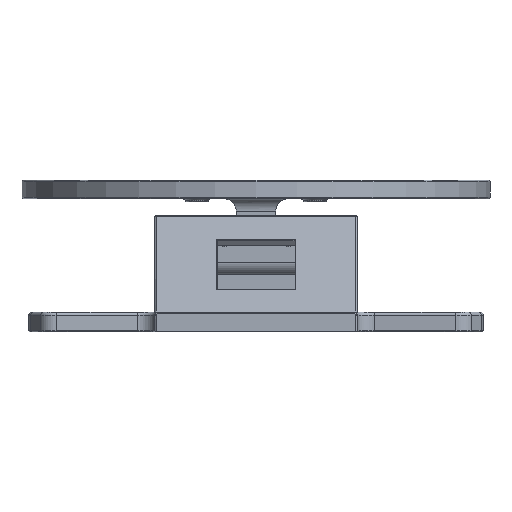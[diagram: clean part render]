
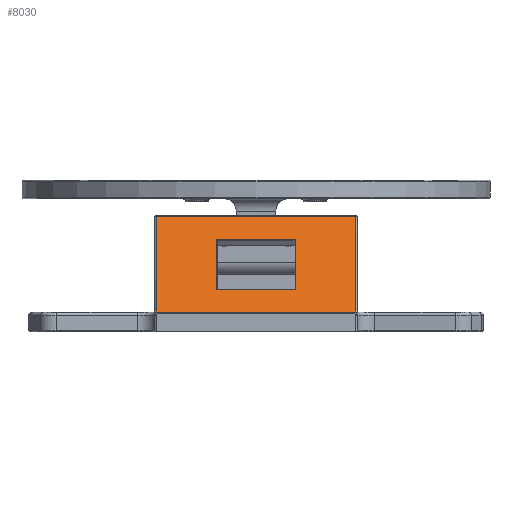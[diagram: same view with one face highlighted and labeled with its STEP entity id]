
A CAD part, left-side view. The second image highlights one B-rep face of the part: STEP entity #8030.
In plain terms, the highlighted planar face has unit normal (-0.938, 0, 0.347).
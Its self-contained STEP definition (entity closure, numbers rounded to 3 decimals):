
#183=FACE_BOUND('',#1395,.T.);
#861=FACE_OUTER_BOUND('',#1394,.T.);
#1394=EDGE_LOOP('',(#6724,#6725,#6726,#6727));
#1395=EDGE_LOOP('',(#6728,#6729,#6730,#6731));
#2417=LINE('',#14714,#2964);
#2421=LINE('',#14722,#2968);
#2425=LINE('',#14730,#2972);
#2427=LINE('',#14733,#2974);
#2434=LINE('',#14748,#2981);
#2435=LINE('',#14750,#2982);
#2436=LINE('',#14752,#2983);
#2437=LINE('',#14753,#2984);
#2964=VECTOR('',#11228,10.);
#2968=VECTOR('',#11234,10.);
#2972=VECTOR('',#11240,10.);
#2974=VECTOR('',#11244,10.);
#2981=VECTOR('',#11257,10.);
#2982=VECTOR('',#11258,10.);
#2983=VECTOR('',#11259,10.);
#2984=VECTOR('',#11260,10.);
#3700=VERTEX_POINT('',#14712);
#3701=VERTEX_POINT('',#14713);
#3704=VERTEX_POINT('',#14721);
#3707=VERTEX_POINT('',#14729);
#3711=VERTEX_POINT('',#14746);
#3712=VERTEX_POINT('',#14747);
#3713=VERTEX_POINT('',#14749);
#3714=VERTEX_POINT('',#14751);
#4742=EDGE_CURVE('',#3700,#3701,#2417,.T.);
#4746=EDGE_CURVE('',#3701,#3704,#2421,.T.);
#4750=EDGE_CURVE('',#3704,#3707,#2425,.T.);
#4752=EDGE_CURVE('',#3707,#3700,#2427,.T.);
#4759=EDGE_CURVE('',#3711,#3712,#2434,.T.);
#4760=EDGE_CURVE('',#3713,#3711,#2435,.T.);
#4761=EDGE_CURVE('',#3714,#3713,#2436,.T.);
#4762=EDGE_CURVE('',#3714,#3712,#2437,.T.);
#6724=ORIENTED_EDGE('',*,*,#4759,.F.);
#6725=ORIENTED_EDGE('',*,*,#4760,.F.);
#6726=ORIENTED_EDGE('',*,*,#4761,.F.);
#6727=ORIENTED_EDGE('',*,*,#4762,.T.);
#6728=ORIENTED_EDGE('',*,*,#4742,.F.);
#6729=ORIENTED_EDGE('',*,*,#4752,.F.);
#6730=ORIENTED_EDGE('',*,*,#4750,.F.);
#6731=ORIENTED_EDGE('',*,*,#4746,.F.);
#7594=PLANE('',#9088);
#8030=ADVANCED_FACE('',(#861,#183),#7594,.T.);
#9088=AXIS2_PLACEMENT_3D('',#14745,#11255,#11256);
#11228=DIRECTION('',(0.347,0.,0.938));
#11234=DIRECTION('',(0.,1.,0.));
#11240=DIRECTION('',(-0.347,0.,-0.938));
#11244=DIRECTION('',(0.,-1.,0.));
#11255=DIRECTION('center_axis',(-0.938,0.,0.347));
#11256=DIRECTION('ref_axis',(0.347,0.,0.938));
#11257=DIRECTION('',(-0.347,0.,-0.938));
#11258=DIRECTION('',(0.,-1.,0.));
#11259=DIRECTION('',(0.347,0.,0.938));
#11260=DIRECTION('',(0.,-1.,0.));
#14712=CARTESIAN_POINT('',(2.66,37.245,-29.11));
#14713=CARTESIAN_POINT('',(8.592,37.245,-13.072));
#14714=CARTESIAN_POINT('',(4.253,37.245,-24.803));
#14721=CARTESIAN_POINT('',(8.592,62.645,-13.072));
#14722=CARTESIAN_POINT('',(8.592,56.198,-13.072));
#14729=CARTESIAN_POINT('',(2.66,62.645,-29.11));
#14730=CARTESIAN_POINT('',(1.373,62.645,-32.588));
#14733=CARTESIAN_POINT('',(2.66,43.748,-29.11));
#14745=CARTESIAN_POINT('Origin',(0.,50.,-36.3));
#14746=CARTESIAN_POINT('',(11.342,18.1,-5.639));
#14747=CARTESIAN_POINT('',(0.,18.1,-36.3));
#14748=CARTESIAN_POINT('',(4.471,18.1,-24.214));
#14749=CARTESIAN_POINT('',(11.342,81.9,-5.639));
#14750=CARTESIAN_POINT('',(11.342,50.,-5.639));
#14751=CARTESIAN_POINT('',(0.,81.9,-36.3));
#14752=CARTESIAN_POINT('',(4.471,81.9,-24.214));
#14753=CARTESIAN_POINT('',(0.,50.,-36.3));
